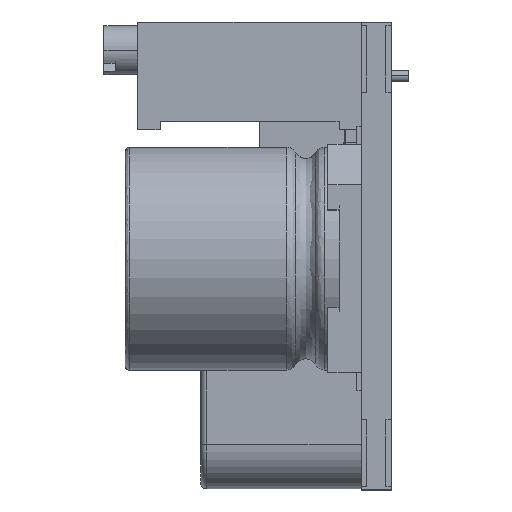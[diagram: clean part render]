
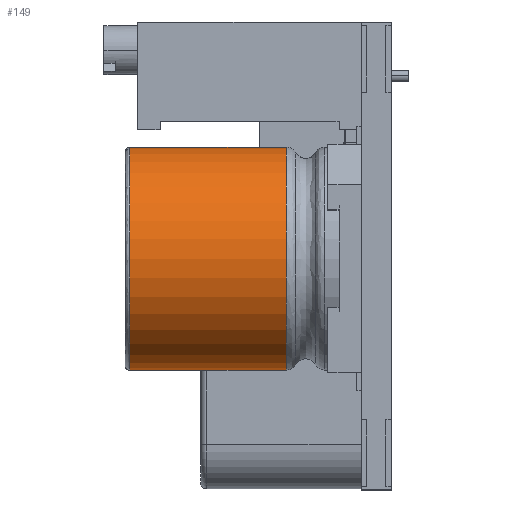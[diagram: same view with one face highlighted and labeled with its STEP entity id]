
A CAD part, left-side view. The second image highlights one B-rep face of the part: STEP entity #149.
In plain terms, the highlighted cylindrical face has radius 5 mm (diameter 10 mm), a partial arc.
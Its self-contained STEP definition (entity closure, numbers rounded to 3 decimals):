
#149 = ADVANCED_FACE ( 'NONE', ( #9145 ), #5502, .T. ) ;
#344 = EDGE_CURVE ( 'NONE', #18169, #6532, #5152, .T. ) ;
#1067 = CARTESIAN_POINT ( 'NONE',  ( 3.284, 24.498, 38.058 ) ) ;
#2710 = EDGE_LOOP ( 'NONE', ( #16569, #9521, #11562, #14388 ) ) ;
#2853 = CARTESIAN_POINT ( 'NONE',  ( 3.284, 31.532, 33.058 ) ) ;
#3544 = CARTESIAN_POINT ( 'NONE',  ( 3.284, 24.498, 33.058 ) ) ;
#3903 = DIRECTION ( 'NONE',  ( 0., -1., 0. ) ) ;
#5028 = AXIS2_PLACEMENT_3D ( 'NONE', #2853, #9375, #15918 ) ;
#5152 = LINE ( 'NONE', #5269, #14780 ) ;
#5223 = LINE ( 'NONE', #9928, #11626 ) ;
#5269 = CARTESIAN_POINT ( 'NONE',  ( 3.284, 31.732, 28.058 ) ) ;
#5502 = CYLINDRICAL_SURFACE ( 'NONE', #13069, 5. ) ;
#6532 = VERTEX_POINT ( 'NONE', #16769 ) ;
#7337 = CARTESIAN_POINT ( 'NONE',  ( 3.284, 31.532, 38.058 ) ) ;
#7985 = CARTESIAN_POINT ( 'NONE',  ( 3.284, 31.532, 28.058 ) ) ;
#8009 = DIRECTION ( 'NONE',  ( 0., -1., 0. ) ) ;
#9145 = FACE_OUTER_BOUND ( 'NONE', #2710, .T. ) ;
#9375 = DIRECTION ( 'NONE',  ( 0., -1., 0. ) ) ;
#9521 = ORIENTED_EDGE ( 'NONE', *, *, #344, .T. ) ;
#9812 = CIRCLE ( 'NONE', #5028, 5. ) ;
#9928 = CARTESIAN_POINT ( 'NONE',  ( 3.284, 31.732, 38.058 ) ) ;
#10429 = DIRECTION ( 'NONE',  ( 0., 0., 1. ) ) ;
#10674 = DIRECTION ( 'NONE',  ( 0., 0., 1. ) ) ;
#11562 = ORIENTED_EDGE ( 'NONE', *, *, #19125, .T. ) ;
#11626 = VECTOR ( 'NONE', #8009, 1000. ) ;
#11678 = DIRECTION ( 'NONE',  ( 0., -1., 0. ) ) ;
#12023 = CARTESIAN_POINT ( 'NONE',  ( 3.284, 31.732, 33.058 ) ) ;
#12518 = VERTEX_POINT ( 'NONE', #1067 ) ;
#12701 = CIRCLE ( 'NONE', #19522, 5. ) ;
#13069 = AXIS2_PLACEMENT_3D ( 'NONE', #12023, #3903, #10429 ) ;
#14388 = ORIENTED_EDGE ( 'NONE', *, *, #16571, .F. ) ;
#14660 = EDGE_CURVE ( 'NONE', #17243, #18169, #9812, .T. ) ;
#14780 = VECTOR ( 'NONE', #11678, 1000. ) ;
#15918 = DIRECTION ( 'NONE',  ( 0., 0., 1. ) ) ;
#16569 = ORIENTED_EDGE ( 'NONE', *, *, #14660, .T. ) ;
#16571 = EDGE_CURVE ( 'NONE', #17243, #12518, #5223, .T. ) ;
#16769 = CARTESIAN_POINT ( 'NONE',  ( 3.284, 24.498, 28.058 ) ) ;
#17243 = VERTEX_POINT ( 'NONE', #7337 ) ;
#18169 = VERTEX_POINT ( 'NONE', #7985 ) ;
#18822 = DIRECTION ( 'NONE',  ( 0., 1., 0. ) ) ;
#19125 = EDGE_CURVE ( 'NONE', #6532, #12518, #12701, .T. ) ;
#19522 = AXIS2_PLACEMENT_3D ( 'NONE', #3544, #18822, #10674 ) ;
